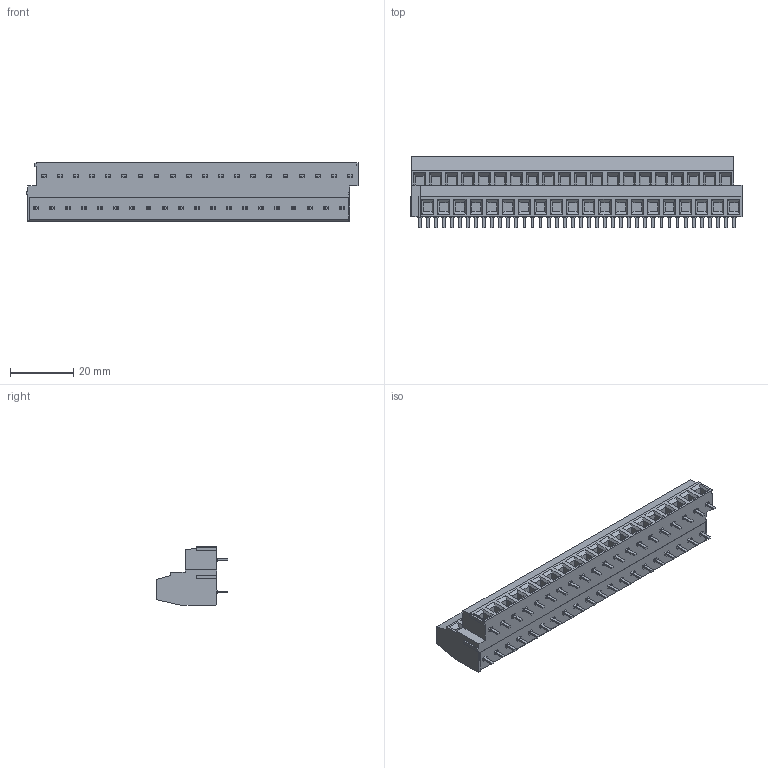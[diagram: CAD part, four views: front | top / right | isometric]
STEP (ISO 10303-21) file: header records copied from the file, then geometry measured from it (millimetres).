
FILE_DESCRIPTION((''),'2;1');
FILE_NAME('398800540','2015-02-27T',('me'),(''),'PRO/ENGINEER BY PARAMETRIC TECHNOLOGY CORPORATION, 2011490','PRO/ENGINEER BY PARAMETRIC TECHNOLOGY CORPORATION, 2011490','');
FILE_SCHEMA(('CONFIG_CONTROL_DESIGN'));
Length unit declared in the file: inch
Products named in the file (1): 398800540
Bounding box: 104.65 x 22.61 x 18.54 mm (x, y, z)
Volume: 23373.1 mm3; surface area: 13471.6 mm2
Topology: 1 solids, 1 shells, 1543 faces, 3682 edges, 2442 vertices
Faces by surface type: plane 1063, cylinder 280, torus 86, cone 80, bspline 34
Entity records: 44875 total; most frequent: CARTESIAN_POINT 8384, DIRECTION 7822, ORIENTED_EDGE 7082, EDGE_CURVE 3541, AXIS2_PLACEMENT_3D 2630, VECTOR 2562, LINE 2562, VERTEX_POINT 2240
